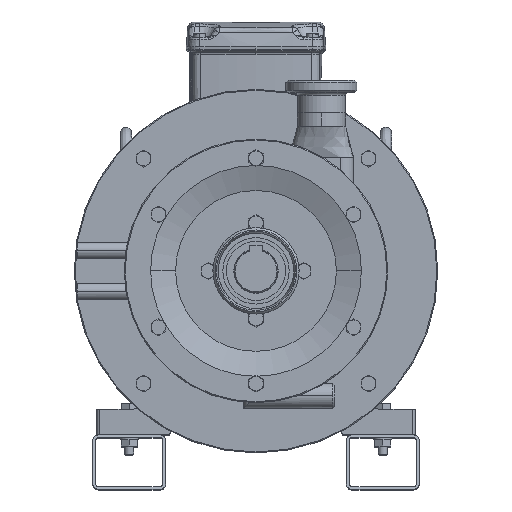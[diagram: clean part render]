
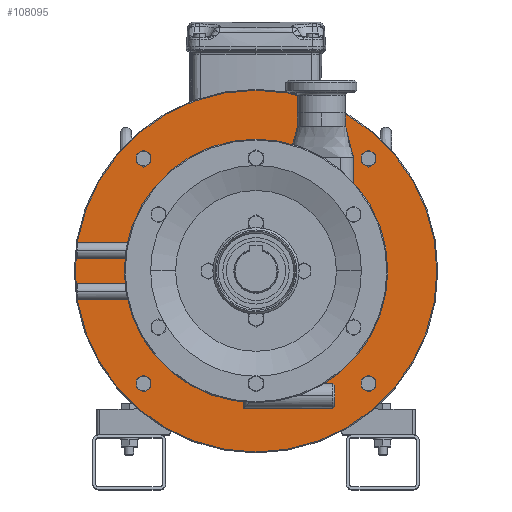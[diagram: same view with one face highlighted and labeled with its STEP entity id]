
A CAD part, top view. The second image highlights one B-rep face of the part: STEP entity #108095.
In plain terms, the highlighted face is planar.
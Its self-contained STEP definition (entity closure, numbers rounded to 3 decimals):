
#1669 = CARTESIAN_POINT ( 'NONE',  ( -199., 0., -10. ) ) ;
#1731 = CIRCLE ( 'NONE', #67297, 7.5 ) ;
#3450 = FACE_BOUND ( 'NONE', #93945, .T. ) ;
#3695 = EDGE_CURVE ( 'NONE', #12079, #37839, #83689, .T. ) ;
#4833 = DIRECTION ( 'NONE',  ( 1., 0., 0. ) ) ;
#4862 = CIRCLE ( 'NONE', #70044, 113. ) ;
#5329 = CARTESIAN_POINT ( 'NONE',  ( -123.744, 123.744, -10. ) ) ;
#5772 = VERTEX_POINT ( 'NONE', #65939 ) ;
#6530 = ORIENTED_EDGE ( 'NONE', *, *, #118544, .T. ) ;
#7624 = DIRECTION ( 'NONE',  ( 0., 0., 1. ) ) ;
#7677 = ORIENTED_EDGE ( 'NONE', *, *, #17462, .T. ) ;
#7777 = PLANE ( 'NONE',  #99310 ) ;
#8162 = DIRECTION ( 'NONE',  ( 1., 0., 0. ) ) ;
#11474 = DIRECTION ( 'NONE',  ( 0., 0., -1. ) ) ;
#12079 = VERTEX_POINT ( 'NONE', #46791 ) ;
#12285 = CARTESIAN_POINT ( 'NONE',  ( -123.744, -123.744, -10. ) ) ;
#12700 = VERTEX_POINT ( 'NONE', #89455 ) ;
#14420 = ORIENTED_EDGE ( 'NONE', *, *, #67176, .T. ) ;
#14621 = DIRECTION ( 'NONE',  ( 1., 0., 0. ) ) ;
#16803 = CIRCLE ( 'NONE', #32269, 199. ) ;
#16817 = CIRCLE ( 'NONE', #111972, 7.5 ) ;
#16854 = CIRCLE ( 'NONE', #21357, 7.5 ) ;
#17462 = EDGE_CURVE ( 'NONE', #5772, #80741, #16803, .T. ) ;
#17820 = AXIS2_PLACEMENT_3D ( 'NONE', #25589, #90258, #34807 ) ;
#17950 = CARTESIAN_POINT ( 'NONE',  ( 0., 0., -10. ) ) ;
#18901 = CARTESIAN_POINT ( 'NONE',  ( -116.244, -123.744, -10. ) ) ;
#21357 = AXIS2_PLACEMENT_3D ( 'NONE', #115441, #60221, #4833 ) ;
#21615 = DIRECTION ( 'NONE',  ( -1., 0., 0. ) ) ;
#21910 = CIRCLE ( 'NONE', #17820, 7.5 ) ;
#22062 = DIRECTION ( 'NONE',  ( 0., 0., -1. ) ) ;
#22087 = CARTESIAN_POINT ( 'NONE',  ( 0., 0., -10. ) ) ;
#24994 = AXIS2_PLACEMENT_3D ( 'NONE', #94729, #39338, #103973 ) ;
#25589 = CARTESIAN_POINT ( 'NONE',  ( 123.744, 123.744, -10. ) ) ;
#27300 = DIRECTION ( 'NONE',  ( 1., 0., 0. ) ) ;
#30403 = EDGE_CURVE ( 'NONE', #111467, #98150, #1731, .T. ) ;
#30879 = FACE_BOUND ( 'NONE', #116892, .T. ) ;
#31294 = AXIS2_PLACEMENT_3D ( 'NONE', #63059, #7624, #72367 ) ;
#31320 = DIRECTION ( 'NONE',  ( 1., 0., 0. ) ) ;
#31949 = EDGE_CURVE ( 'NONE', #12700, #98422, #115204, .T. ) ;
#32269 = AXIS2_PLACEMENT_3D ( 'NONE', #66932, #11474, #76192 ) ;
#32433 = CARTESIAN_POINT ( 'NONE',  ( -113., 0., -10. ) ) ;
#34561 = CARTESIAN_POINT ( 'NONE',  ( -123.744, -123.744, -10. ) ) ;
#34682 = CARTESIAN_POINT ( 'NONE',  ( 131.244, -123.744, -10. ) ) ;
#34807 = DIRECTION ( 'NONE',  ( -1., 0., 0. ) ) ;
#37839 = VERTEX_POINT ( 'NONE', #32433 ) ;
#39338 = DIRECTION ( 'NONE',  ( 0., 0., 1. ) ) ;
#40123 = CARTESIAN_POINT ( 'NONE',  ( 123.744, -123.744, -10. ) ) ;
#40451 = EDGE_LOOP ( 'NONE', ( #52919, #6530 ) ) ;
#41588 = CIRCLE ( 'NONE', #53439, 7.5 ) ;
#43196 = EDGE_CURVE ( 'NONE', #107448, #53597, #48819, .T. ) ;
#43958 = DIRECTION ( 'NONE',  ( -1., 0., 0. ) ) ;
#46791 = CARTESIAN_POINT ( 'NONE',  ( 113., 0., -10. ) ) ;
#48819 = CIRCLE ( 'NONE', #24994, 7.5 ) ;
#49301 = AXIS2_PLACEMENT_3D ( 'NONE', #22087, #86795, #31320 ) ;
#49460 = DIRECTION ( 'NONE',  ( 1., 0., 0. ) ) ;
#49748 = FACE_BOUND ( 'NONE', #65374, .T. ) ;
#52408 = CARTESIAN_POINT ( 'NONE',  ( 116.244, 123.744, -10. ) ) ;
#52640 = FACE_OUTER_BOUND ( 'NONE', #72754, .T. ) ;
#52919 = ORIENTED_EDGE ( 'NONE', *, *, #30403, .T. ) ;
#53026 = ORIENTED_EDGE ( 'NONE', *, *, #3695, .T. ) ;
#53439 = AXIS2_PLACEMENT_3D ( 'NONE', #40123, #104747, #49460 ) ;
#53597 = VERTEX_POINT ( 'NONE', #52408 ) ;
#58907 = AXIS2_PLACEMENT_3D ( 'NONE', #12285, #77011, #21615 ) ;
#60221 = DIRECTION ( 'NONE',  ( 0., 0., 1. ) ) ;
#61495 = EDGE_CURVE ( 'NONE', #80741, #5772, #77923, .T. ) ;
#63059 = CARTESIAN_POINT ( 'NONE',  ( -123.744, 123.744, -10. ) ) ;
#63641 = DIRECTION ( 'NONE',  ( 0., 0., 1. ) ) ;
#64143 = VERTEX_POINT ( 'NONE', #95708 ) ;
#65374 = EDGE_LOOP ( 'NONE', ( #53026, #82443 ) ) ;
#65494 = EDGE_LOOP ( 'NONE', ( #98132, #102204 ) ) ;
#65939 = CARTESIAN_POINT ( 'NONE',  ( 199., 0., -10. ) ) ;
#66018 = ORIENTED_EDGE ( 'NONE', *, *, #110748, .T. ) ;
#66932 = CARTESIAN_POINT ( 'NONE',  ( 0., 0., -10. ) ) ;
#67176 = EDGE_CURVE ( 'NONE', #98210, #64143, #41588, .T. ) ;
#67297 = AXIS2_PLACEMENT_3D ( 'NONE', #5329, #70056, #14621 ) ;
#70044 = AXIS2_PLACEMENT_3D ( 'NONE', #17950, #82725, #27300 ) ;
#70056 = DIRECTION ( 'NONE',  ( 0., 0., 1. ) ) ;
#70667 = EDGE_CURVE ( 'NONE', #64143, #98210, #16854, .T. ) ;
#72367 = DIRECTION ( 'NONE',  ( 1., 0., 0. ) ) ;
#72754 = EDGE_LOOP ( 'NONE', ( #7677, #106000 ) ) ;
#74395 = FACE_BOUND ( 'NONE', #40451, .T. ) ;
#74869 = ORIENTED_EDGE ( 'NONE', *, *, #70667, .T. ) ;
#75925 = AXIS2_PLACEMENT_3D ( 'NONE', #77457, #22062, #86758 ) ;
#76192 = DIRECTION ( 'NONE',  ( 1., 0., 0. ) ) ;
#77011 = DIRECTION ( 'NONE',  ( 0., 0., 1. ) ) ;
#77457 = CARTESIAN_POINT ( 'NONE',  ( 0., 0., -10. ) ) ;
#77923 = CIRCLE ( 'NONE', #75925, 199. ) ;
#78287 = EDGE_CURVE ( 'NONE', #37839, #12079, #4862, .T. ) ;
#80046 = CARTESIAN_POINT ( 'NONE',  ( -131.244, 123.744, -10. ) ) ;
#80741 = VERTEX_POINT ( 'NONE', #1669 ) ;
#82443 = ORIENTED_EDGE ( 'NONE', *, *, #78287, .T. ) ;
#82725 = DIRECTION ( 'NONE',  ( 0., 0., 1. ) ) ;
#83689 = CIRCLE ( 'NONE', #49301, 113. ) ;
#84849 = CARTESIAN_POINT ( 'NONE',  ( 131.244, 123.744, -10. ) ) ;
#86758 = DIRECTION ( 'NONE',  ( 1., 0., 0. ) ) ;
#86795 = DIRECTION ( 'NONE',  ( 0., 0., 1. ) ) ;
#89455 = CARTESIAN_POINT ( 'NONE',  ( -131.244, -123.744, -10. ) ) ;
#90258 = DIRECTION ( 'NONE',  ( 0., 0., 1. ) ) ;
#91073 = CARTESIAN_POINT ( 'NONE',  ( 0., 0., -10. ) ) ;
#93775 = CARTESIAN_POINT ( 'NONE',  ( -116.244, 123.744, -10. ) ) ;
#93945 = EDGE_LOOP ( 'NONE', ( #66018, #107021 ) ) ;
#94308 = CIRCLE ( 'NONE', #31294, 7.5 ) ;
#94729 = CARTESIAN_POINT ( 'NONE',  ( 123.744, 123.744, -10. ) ) ;
#95708 = CARTESIAN_POINT ( 'NONE',  ( 116.244, -123.744, -10. ) ) ;
#95938 = EDGE_CURVE ( 'NONE', #53597, #107448, #21910, .T. ) ;
#98132 = ORIENTED_EDGE ( 'NONE', *, *, #43196, .T. ) ;
#98150 = VERTEX_POINT ( 'NONE', #80046 ) ;
#98210 = VERTEX_POINT ( 'NONE', #34682 ) ;
#98422 = VERTEX_POINT ( 'NONE', #18901 ) ;
#98937 = FACE_BOUND ( 'NONE', #65494, .T. ) ;
#99298 = DIRECTION ( 'NONE',  ( 0., 0., 1. ) ) ;
#99310 = AXIS2_PLACEMENT_3D ( 'NONE', #91073, #63641, #8162 ) ;
#102204 = ORIENTED_EDGE ( 'NONE', *, *, #95938, .T. ) ;
#103973 = DIRECTION ( 'NONE',  ( -1., 0., 0. ) ) ;
#104747 = DIRECTION ( 'NONE',  ( 0., 0., 1. ) ) ;
#106000 = ORIENTED_EDGE ( 'NONE', *, *, #61495, .T. ) ;
#107021 = ORIENTED_EDGE ( 'NONE', *, *, #31949, .T. ) ;
#107448 = VERTEX_POINT ( 'NONE', #84849 ) ;
#108095 = ADVANCED_FACE ( 'NONE', ( #52640, #3450, #30879, #98937, #74395, #49748 ), #7777, .F. ) ;
#110748 = EDGE_CURVE ( 'NONE', #98422, #12700, #16817, .T. ) ;
#111467 = VERTEX_POINT ( 'NONE', #93775 ) ;
#111972 = AXIS2_PLACEMENT_3D ( 'NONE', #34561, #99298, #43958 ) ;
#115204 = CIRCLE ( 'NONE', #58907, 7.5 ) ;
#115441 = CARTESIAN_POINT ( 'NONE',  ( 123.744, -123.744, -10. ) ) ;
#116892 = EDGE_LOOP ( 'NONE', ( #14420, #74869 ) ) ;
#118544 = EDGE_CURVE ( 'NONE', #98150, #111467, #94308, .T. ) ;
